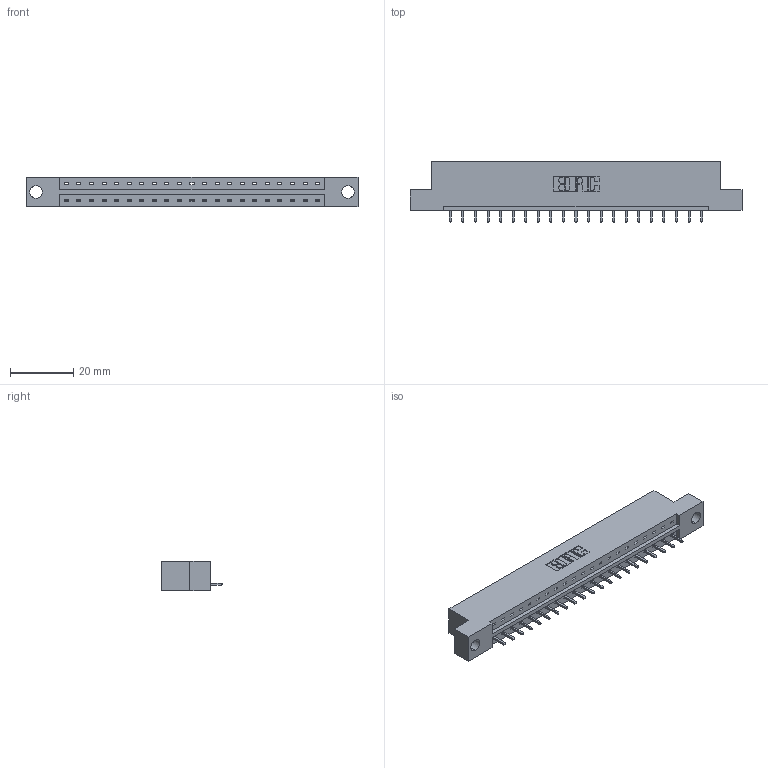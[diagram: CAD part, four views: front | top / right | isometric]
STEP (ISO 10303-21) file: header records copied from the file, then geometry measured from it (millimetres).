
FILE_DESCRIPTION (( 'STEP AP203' ), '1' );
FILE_NAME ('333-021-521-104.STEP', '2018-08-02T00:56:37', ( '' ), ( '' ), 'SwSTEP 2.0', 'SolidWorks 2016', '' );
FILE_SCHEMA (( 'CONFIG_CONTROL_DESIGN' ));
Length unit declared in the file: inch
Products named in the file (3): 333 Part_Flush - .156 Dia - TH; 345-292-001_345-293-121; 333-021-521-104
Assembly tree (22 placements, depth 2):
  333-021-521-104
    333 Part_Flush - .156 Dia - TH
    345-292-001_345-293-121  x21
Bounding box: 104.75 x 19.06 x 9.4 mm (x, y, z)
Volume: 10212.6 mm3; surface area: 10459.9 mm2
Topology: 22 solids, 22 shells, 1332 faces, 4007 edges, 2642 vertices
Faces by surface type: plane 952, cylinder 380
Entity records: 15575 total; most frequent: CARTESIAN_POINT 2697, ORIENTED_EDGE 2654, DIRECTION 2317, EDGE_CURVE 1327, VECTOR 1199, LINE 1199, VERTEX_POINT 882, AXIS2_PLACEMENT_3D 559
